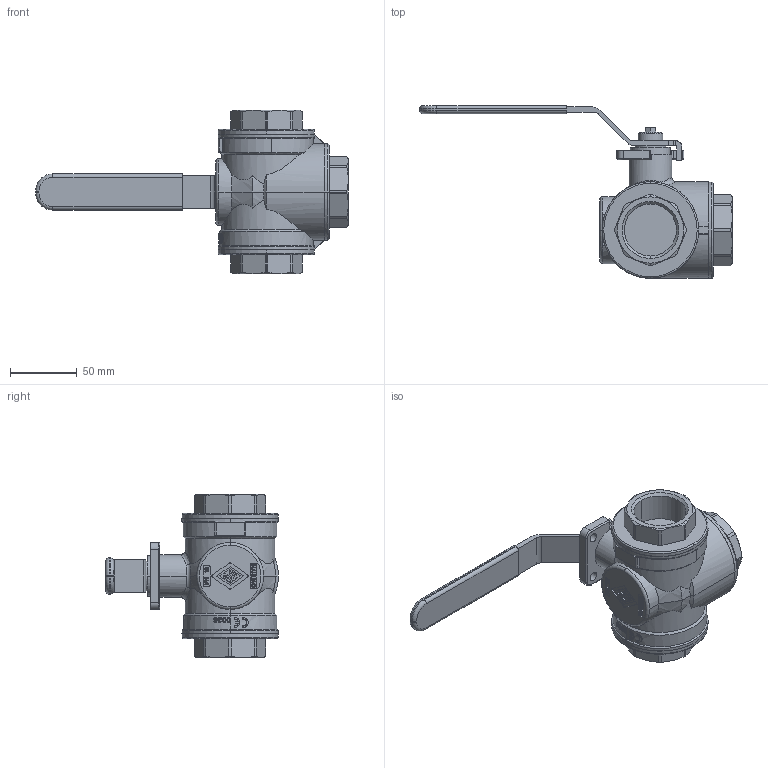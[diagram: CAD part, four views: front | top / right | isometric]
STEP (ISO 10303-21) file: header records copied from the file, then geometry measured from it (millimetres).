
FILE_DESCRIPTION(('STEP AP242'),'1');
FILE_NAME('00v20033.stp','2024-11-21T12:42:43',('TraceParts'),('TraceParts S.A.'),'Spatial InterOp 3D',' ',' ');
FILE_SCHEMA(('AP242_MANAGED_MODEL_BASED_3D_ENGINEERING_MIM_LF {1 0 10303 442 1 1 4}'));
Length unit declared in the file: millimetre
Products named in the file (1): 00v20033
Bounding box: 233.75 x 129 x 122.5 mm (x, y, z)
Volume: 499981.5 mm3; surface area: 69825.2 mm2
Topology: 1 solids, 1 shells, 1049 faces, 2935 edges, 1925 vertices
Faces by surface type: plane 759, cylinder 218, cone 32, torus 25, bspline 11, sphere 4
Entity records: 50127 total; most frequent: CARTESIAN_POINT 14147, ORIENTED_EDGE 5856, DIRECTION 5833, EDGE_CURVE 2928, AXIS2_PLACEMENT_3D 2005, VERTEX_POINT 1925, LINE 1823, VECTOR 1823
